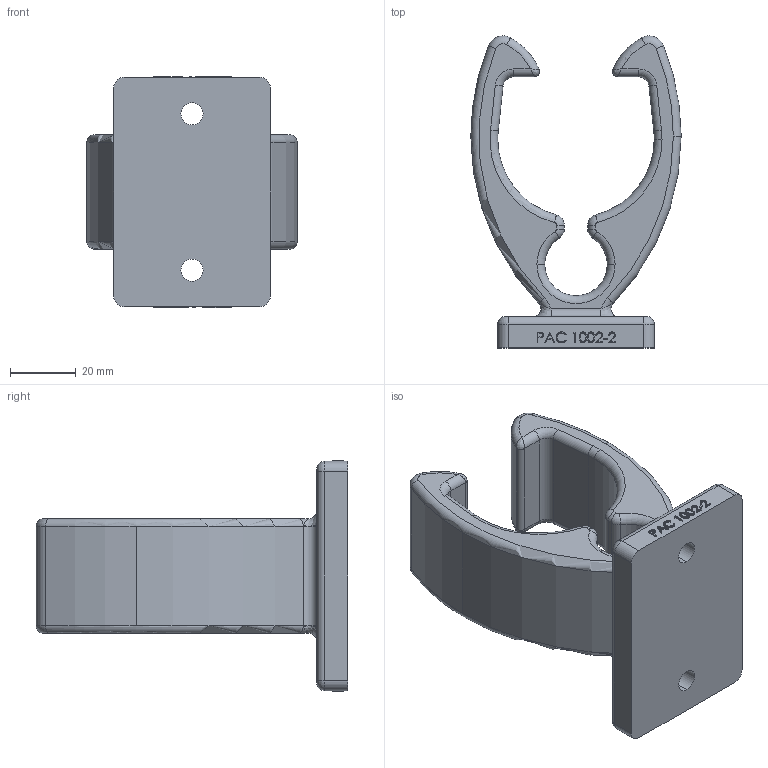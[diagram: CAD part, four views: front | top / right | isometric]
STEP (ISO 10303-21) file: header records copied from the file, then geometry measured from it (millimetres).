
FILE_DESCRIPTION (( 'STEP AP203' ), '1' );
FILE_NAME ('1002-2P.STEP', '2014-06-27T15:45:58', ( 'jgonzalez' ), ( '' ), 'SwSTEP 2.0', 'SolidWorks 2014', '' );
FILE_SCHEMA (( 'CONFIG_CONTROL_DESIGN' ));
Length unit declared in the file: inch
Products named in the file (1): 1002-2P
Bounding box: 64.04 x 95 x 70.64 mm (x, y, z)
Volume: 101976.5 mm3; surface area: 25711.3 mm2
Topology: 1 solids, 1 shells, 325 faces, 820 edges, 520 vertices
Faces by surface type: plane 126, bspline 102, cylinder 51, torus 46
Entity records: 16345 total; most frequent: CARTESIAN_POINT 9052, ORIENTED_EDGE 1632, DIRECTION 1240, EDGE_CURVE 816, VERTEX_POINT 520, LINE 432, VECTOR 432, AXIS2_PLACEMENT_3D 404
